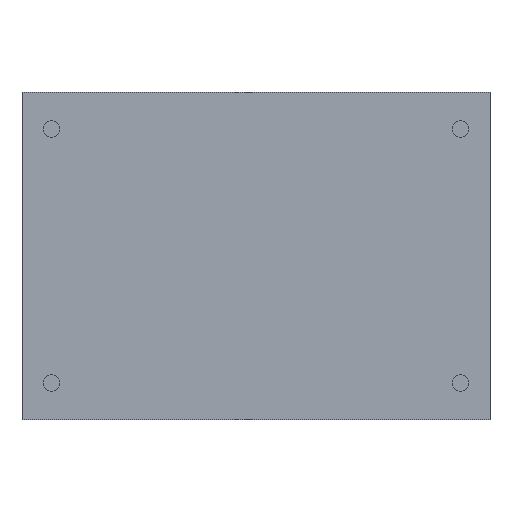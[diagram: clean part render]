
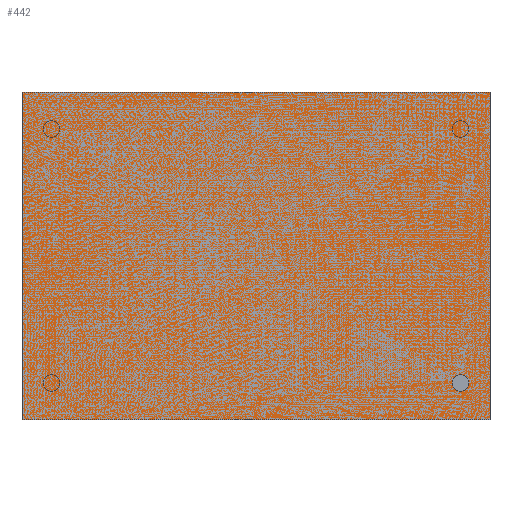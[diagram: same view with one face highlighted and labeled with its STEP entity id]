
A CAD part, top view. The second image highlights one B-rep face of the part: STEP entity #442.
In plain terms, the highlighted planar face has unit normal (0, 0, 1).
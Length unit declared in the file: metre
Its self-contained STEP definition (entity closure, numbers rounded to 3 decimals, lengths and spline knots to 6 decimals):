
#22=CIRCLE('',#517,0.002248);
#46=ORIENTED_EDGE('',*,*,#154,.T.);
#47=ORIENTED_EDGE('',*,*,#144,.F.);
#48=ORIENTED_EDGE('',*,*,#148,.T.);
#49=ORIENTED_EDGE('',*,*,#151,.T.);
#50=ORIENTED_EDGE('',*,*,#153,.F.);
#144=EDGE_CURVE('',#200,#201,#240,.T.);
#148=EDGE_CURVE('',#200,#203,#244,.T.);
#151=EDGE_CURVE('',#203,#205,#247,.T.);
#153=EDGE_CURVE('',#201,#205,#249,.T.);
#154=EDGE_CURVE('',#206,#206,#22,.T.);
#200=VERTEX_POINT('',#685);
#201=VERTEX_POINT('',#687);
#203=VERTEX_POINT('',#693);
#205=VERTEX_POINT('',#699);
#206=VERTEX_POINT('',#706);
#240=LINE('',#686,#288);
#244=LINE('',#694,#292);
#247=LINE('',#700,#295);
#249=LINE('',#703,#297);
#288=VECTOR('',#557,1.);
#292=VECTOR('',#563,1.);
#295=VECTOR('',#568,1.);
#297=VECTOR('',#572,1.);
#338=EDGE_LOOP('',(#46));
#339=EDGE_LOOP('',(#47,#48,#49,#50));
#378=FACE_BOUND('',#338,.T.);
#379=FACE_BOUND('',#339,.T.);
#418=PLANE('',#516);
#442=ADVANCED_FACE('',(#378,#379),#418,.T.);
#516=AXIS2_PLACEMENT_3D('',#704,#573,#574);
#517=AXIS2_PLACEMENT_3D('',#705,#575,#576);
#557=DIRECTION('',(-1.,0.,0.));
#563=DIRECTION('',(0.,1.,0.));
#568=DIRECTION('',(-1.,0.,0.));
#572=DIRECTION('',(0.,1.,0.));
#573=DIRECTION('',(0.,0.,1.));
#574=DIRECTION('',(-1.,0.,0.));
#575=DIRECTION('',(0.,0.,-1.));
#576=DIRECTION('',(1.,0.,0.));
#685=CARTESIAN_POINT('',(0.0635,-0.04445,0.0127));
#686=CARTESIAN_POINT('',(0.,-0.04445,0.0127));
#687=CARTESIAN_POINT('',(-0.0635,-0.04445,0.0127));
#693=CARTESIAN_POINT('',(0.0635,0.04445,0.0127));
#694=CARTESIAN_POINT('',(0.0635,0.,0.0127));
#699=CARTESIAN_POINT('',(-0.0635,0.04445,0.0127));
#700=CARTESIAN_POINT('',(0.,0.04445,0.0127));
#703=CARTESIAN_POINT('',(-0.0635,0.,0.0127));
#704=CARTESIAN_POINT('',(0.,0.,0.0127));
#705=CARTESIAN_POINT('',(0.055488,-0.034481,0.0127));
#706=CARTESIAN_POINT('',(0.057736,-0.034481,0.0127));
